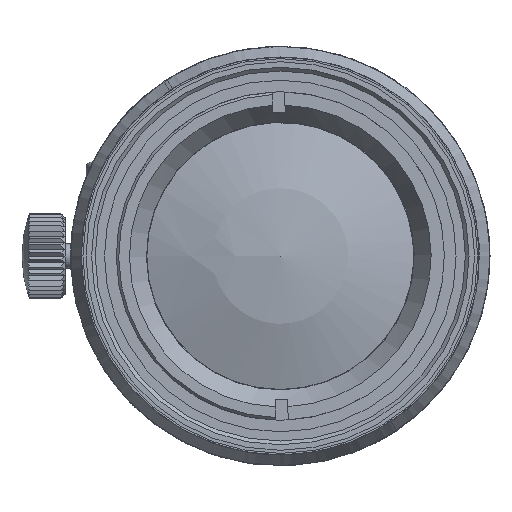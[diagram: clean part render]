
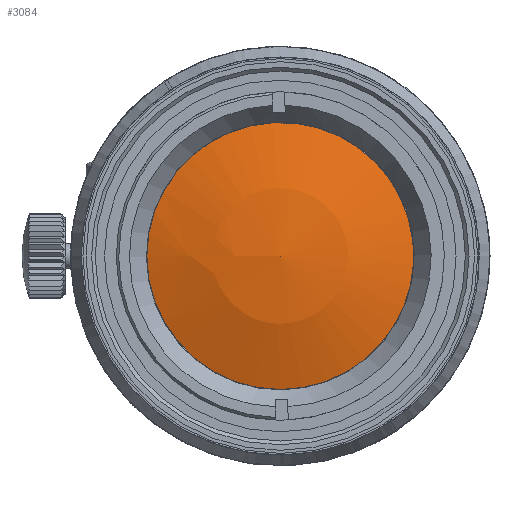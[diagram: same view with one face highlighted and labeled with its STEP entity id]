
A CAD part, left-side view. The second image highlights one B-rep face of the part: STEP entity #3084.
In plain terms, the highlighted spherical face has radius 30.837 mm.
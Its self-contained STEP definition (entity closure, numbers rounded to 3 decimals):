
#128=SPHERICAL_SURFACE('',#11935,30.837);
#170=VERTEX_LOOP('',#8452);
#3084=ADVANCED_FACE('',(#3483,#3484),#128,.T.);
#3483=FACE_BOUND('',#170,.T.);
#3484=FACE_BOUND('',#4134,.T.);
#4134=EDGE_LOOP('',(#6235));
#6235=ORIENTED_EDGE('',*,*,#10118,.F.);
#8451=VERTEX_POINT('',#17609);
#8452=VERTEX_POINT('',#17611);
#10118=EDGE_CURVE('',#8451,#8451,#11230,.T.);
#11230=CIRCLE('',#11933,10.819);
#11933=AXIS2_PLACEMENT_3D('',#17608,#13811,#13812);
#11935=AXIS2_PLACEMENT_3D('',#17612,#13815,#13816);
#13811=DIRECTION('',(1.,0.,0.));
#13812=DIRECTION('',(0.,0.,-1.));
#13815=DIRECTION('',(1.,0.,0.));
#13816=DIRECTION('',(0.,1.,0.));
#17608=CARTESIAN_POINT('',(-47.08,0.,0.));
#17609=CARTESIAN_POINT('',(-47.08,0.,-10.819));
#17611=CARTESIAN_POINT('',(-49.04,0.,0.));
#17612=CARTESIAN_POINT('',(-18.203,0.,0.));
